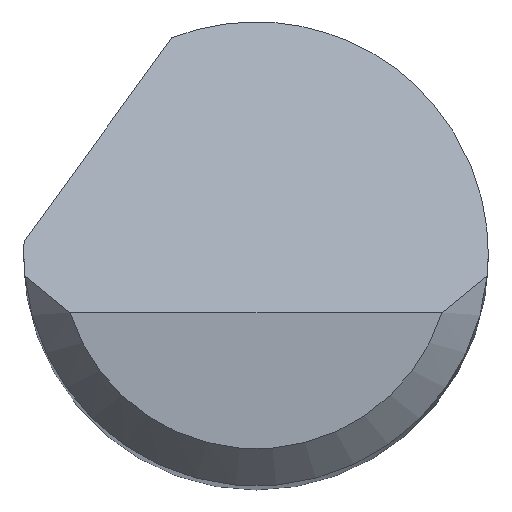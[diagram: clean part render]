
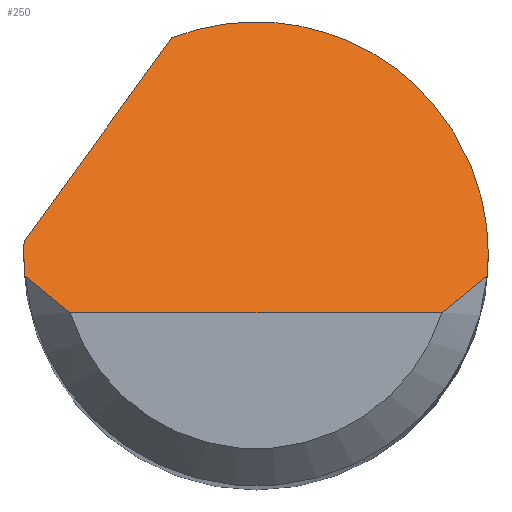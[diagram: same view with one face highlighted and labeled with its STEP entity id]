
A CAD part, top view. The second image highlights one B-rep face of the part: STEP entity #250.
In plain terms, the highlighted planar face has unit normal (0, 0.707, 0.707).
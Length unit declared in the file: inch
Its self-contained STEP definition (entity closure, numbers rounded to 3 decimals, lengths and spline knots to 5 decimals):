
#2 = CARTESIAN_POINT ( 'NONE',  ( 0.09375, 0., 1.47625 ) ) ;
#25 = EDGE_CURVE ( 'NONE', #381, #190, #131, .T. ) ;
#36 = PLANE ( 'NONE',  #291 ) ;
#45 = EDGE_CURVE ( 'NONE', #179, #381, #261, .T. ) ;
#50 = CARTESIAN_POINT ( 'NONE',  ( -0.09334, -0.00875, 1.485 ) ) ;
#53 = CARTESIAN_POINT ( 'NONE',  ( -0.09375, 0., 1.47625 ) ) ;
#60 = VECTOR ( 'NONE', #570, 39.37008 ) ;
#77 = ORIENTED_EDGE ( 'NONE', *, *, #407, .F. ) ;
#84 = VERTEX_POINT ( 'NONE', #423 ) ;
#90 = CARTESIAN_POINT ( 'NONE',  ( 0.09361, -0.00584, 1.48209 ) ) ;
#102 =( BOUNDED_CURVE ( )  B_SPLINE_CURVE ( 3, ( #514, #256, #401, #356 ),
 .UNSPECIFIED., .F., .F. ) 
 B_SPLINE_CURVE_WITH_KNOTS ( ( 4, 4 ),
 ( 4.71239, 4.76575 ),
 .UNSPECIFIED. ) 
 CURVE ( )  GEOMETRIC_REPRESENTATION_ITEM ( )  RATIONAL_B_SPLINE_CURVE ( ( 1., 1., 1., 1. ) ) 
 REPRESENTATION_ITEM ( '' )  );
#127 = VERTEX_POINT ( 'NONE', #590 ) ;
#131 =( BOUNDED_CURVE ( )  B_SPLINE_CURVE ( 3, ( #308, #471, #163, #2 ),
 .UNSPECIFIED., .F., .F. ) 
 B_SPLINE_CURVE_WITH_KNOTS ( ( 4, 4 ),
 ( 5.91277, 7.85398 ),
 .UNSPECIFIED. ) 
 CURVE ( )  GEOMETRIC_REPRESENTATION_ITEM ( )  RATIONAL_B_SPLINE_CURVE ( ( 1., 0.71, 0.71, 1. ) ) 
 REPRESENTATION_ITEM ( '' )  );
#151 = CARTESIAN_POINT ( 'NONE',  ( 0.07508, -0.02375, 1.5 ) ) ;
#155 = CARTESIAN_POINT ( 'NONE',  ( 0.09334, -0.00875, 1.485 ) ) ;
#156 = B_SPLINE_CURVE_WITH_KNOTS ( 'NONE', 3,
 ( #151, #157, #578, #310 ),
 .UNSPECIFIED., .F., .F.,
 ( 4, 4 ),
 ( 0., 0.00071 ),
 .UNSPECIFIED. ) ;
#157 = CARTESIAN_POINT ( 'NONE',  ( 0.08157, -0.019, 1.49525 ) ) ;
#163 = CARTESIAN_POINT ( 'NONE',  ( 0.09375, 0.07266, 1.40359 ) ) ;
#175 = ORIENTED_EDGE ( 'NONE', *, *, #188, .T. ) ;
#179 = VERTEX_POINT ( 'NONE', #337 ) ;
#188 = EDGE_CURVE ( 'NONE', #458, #127, #463, .T. ) ;
#190 = VERTEX_POINT ( 'NONE', #387 ) ;
#192 = CARTESIAN_POINT ( 'NONE',  ( 0., -0.02375, 1.5 ) ) ;
#194 = CARTESIAN_POINT ( 'NONE',  ( 0.09375, -0.00292, 1.47917 ) ) ;
#199 =( BOUNDED_CURVE ( )  B_SPLINE_CURVE ( 3, ( #506, #194, #90, #155 ),
 .UNSPECIFIED., .F., .F. ) 
 B_SPLINE_CURVE_WITH_KNOTS ( ( 4, 4 ),
 ( 1.5708, 1.66427 ),
 .UNSPECIFIED. ) 
 CURVE ( )  GEOMETRIC_REPRESENTATION_ITEM ( )  RATIONAL_B_SPLINE_CURVE ( ( 1., 0.999, 0.999, 1. ) ) 
 REPRESENTATION_ITEM ( '' )  );
#215 =( BOUNDED_CURVE ( )  B_SPLINE_CURVE ( 3, ( #50, #306, #519, #53 ),
 .UNSPECIFIED., .F., .F. ) 
 B_SPLINE_CURVE_WITH_KNOTS ( ( 4, 4 ),
 ( 4.61892, 4.71239 ),
 .UNSPECIFIED. ) 
 CURVE ( )  GEOMETRIC_REPRESENTATION_ITEM ( )  RATIONAL_B_SPLINE_CURVE ( ( 1., 0.999, 0.999, 1. ) ) 
 REPRESENTATION_ITEM ( '' )  );
#229 = ORIENTED_EDGE ( 'NONE', *, *, #574, .T. ) ;
#235 = DIRECTION ( 'NONE',  ( 0., -0.707, -0.707 ) ) ;
#237 = VECTOR ( 'NONE', #365, 39.37008 ) ;
#250 = ADVANCED_FACE ( 'NONE', ( #527 ), #36, .F. ) ;
#256 = CARTESIAN_POINT ( 'NONE',  ( -0.09375, 0.00167, 1.47458 ) ) ;
#260 = DIRECTION ( 'NONE',  ( 0., 0.707, -0.707 ) ) ;
#261 = LINE ( 'NONE', #317, #237 ) ;
#291 = AXIS2_PLACEMENT_3D ( 'NONE', #677, #235, #260 ) ;
#297 = VERTEX_POINT ( 'NONE', #469 ) ;
#306 = CARTESIAN_POINT ( 'NONE',  ( -0.09361, -0.00584, 1.48209 ) ) ;
#308 = CARTESIAN_POINT ( 'NONE',  ( -0.03394, 0.08739, 1.38886 ) ) ;
#310 = CARTESIAN_POINT ( 'NONE',  ( 0.09334, -0.00875, 1.485 ) ) ;
#317 = CARTESIAN_POINT ( 'NONE',  ( -0.11014, -0.01781, 1.49406 ) ) ;
#322 = VERTEX_POINT ( 'NONE', #575 ) ;
#323 = EDGE_CURVE ( 'NONE', #84, #322, #156, .T. ) ;
#337 = CARTESIAN_POINT ( 'NONE',  ( -0.09362, 0.005, 1.47125 ) ) ;
#356 = CARTESIAN_POINT ( 'NONE',  ( -0.09362, 0.005, 1.47125 ) ) ;
#365 = DIRECTION ( 'NONE',  ( 0.456, 0.629, -0.629 ) ) ;
#381 = VERTEX_POINT ( 'NONE', #612 ) ;
#387 = CARTESIAN_POINT ( 'NONE',  ( 0.09375, 0., 1.47625 ) ) ;
#390 = EDGE_CURVE ( 'NONE', #190, #322, #199, .T. ) ;
#401 = CARTESIAN_POINT ( 'NONE',  ( -0.09371, 0.00333, 1.47292 ) ) ;
#402 = LINE ( 'NONE', #192, #60 ) ;
#403 = ORIENTED_EDGE ( 'NONE', *, *, #25, .F. ) ;
#407 = EDGE_CURVE ( 'NONE', #297, #179, #102, .T. ) ;
#423 = CARTESIAN_POINT ( 'NONE',  ( 0.07508, -0.02375, 1.5 ) ) ;
#428 = ORIENTED_EDGE ( 'NONE', *, *, #390, .F. ) ;
#432 = ORIENTED_EDGE ( 'NONE', *, *, #461, .F. ) ;
#448 = EDGE_LOOP ( 'NONE', ( #229, #462, #428, #403, #661, #77, #432, #175 ) ) ;
#458 = VERTEX_POINT ( 'NONE', #624 ) ;
#461 = EDGE_CURVE ( 'NONE', #458, #297, #215, .T. ) ;
#462 = ORIENTED_EDGE ( 'NONE', *, *, #323, .T. ) ;
#463 = B_SPLINE_CURVE_WITH_KNOTS ( 'NONE', 3,
 ( #548, #656, #493, #490 ),
 .UNSPECIFIED., .F., .F.,
 ( 4, 4 ),
 ( 0., 0.00071 ),
 .UNSPECIFIED. ) ;
#469 = CARTESIAN_POINT ( 'NONE',  ( -0.09375, 0., 1.47625 ) ) ;
#471 = CARTESIAN_POINT ( 'NONE',  ( 0.03379, 0.11369, 1.36256 ) ) ;
#490 = CARTESIAN_POINT ( 'NONE',  ( -0.07508, -0.02375, 1.5 ) ) ;
#493 = CARTESIAN_POINT ( 'NONE',  ( -0.08157, -0.019, 1.49525 ) ) ;
#506 = CARTESIAN_POINT ( 'NONE',  ( 0.09375, 0., 1.47625 ) ) ;
#514 = CARTESIAN_POINT ( 'NONE',  ( -0.09375, 0., 1.47625 ) ) ;
#519 = CARTESIAN_POINT ( 'NONE',  ( -0.09375, -0.00292, 1.47917 ) ) ;
#527 = FACE_OUTER_BOUND ( 'NONE', #448, .T. ) ;
#548 = CARTESIAN_POINT ( 'NONE',  ( -0.09334, -0.00875, 1.485 ) ) ;
#570 = DIRECTION ( 'NONE',  ( 1., 0., 0. ) ) ;
#574 = EDGE_CURVE ( 'NONE', #127, #84, #402, .T. ) ;
#575 = CARTESIAN_POINT ( 'NONE',  ( 0.09334, -0.00875, 1.485 ) ) ;
#578 = CARTESIAN_POINT ( 'NONE',  ( 0.08761, -0.01397, 1.49022 ) ) ;
#590 = CARTESIAN_POINT ( 'NONE',  ( -0.07508, -0.02375, 1.5 ) ) ;
#612 = CARTESIAN_POINT ( 'NONE',  ( -0.03394, 0.08739, 1.38886 ) ) ;
#624 = CARTESIAN_POINT ( 'NONE',  ( -0.09334, -0.00875, 1.485 ) ) ;
#656 = CARTESIAN_POINT ( 'NONE',  ( -0.08761, -0.01397, 1.49022 ) ) ;
#661 = ORIENTED_EDGE ( 'NONE', *, *, #45, .F. ) ;
#677 = CARTESIAN_POINT ( 'NONE',  ( -0.09375, -0.02375, 1.5 ) ) ;
